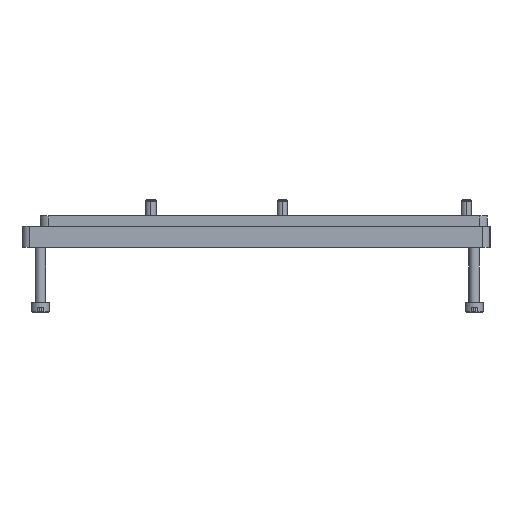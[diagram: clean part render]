
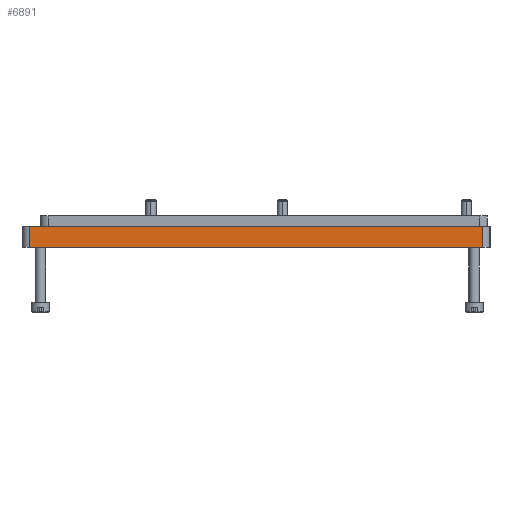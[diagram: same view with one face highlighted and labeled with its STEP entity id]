
A CAD part, left-side view. The second image highlights one B-rep face of the part: STEP entity #6891.
In plain terms, the highlighted planar face has unit normal (-1, 0, 0).
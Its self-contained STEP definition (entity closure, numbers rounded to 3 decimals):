
#430 = CARTESIAN_POINT ( 'NONE',  ( -227.25, 37.7, 8. ) ) ;
#1408 = CARTESIAN_POINT ( 'NONE',  ( -227.25, 37.7, 0. ) ) ;
#1934 = EDGE_CURVE ( 'NONE', #5523, #6132, #6743, .T. ) ;
#2182 = VERTEX_POINT ( 'NONE', #4756 ) ;
#2406 = VECTOR ( 'NONE', #6912, 1000. ) ;
#2435 = CARTESIAN_POINT ( 'NONE',  ( -227.25, -134.3, 0. ) ) ;
#2464 = EDGE_CURVE ( 'NONE', #2182, #5523, #6386, .T. ) ;
#2624 = VECTOR ( 'NONE', #2647, 1000. ) ;
#2647 = DIRECTION ( 'NONE',  ( 0., -1., 0. ) ) ;
#2911 = DIRECTION ( 'NONE',  ( 0., 0., -1. ) ) ;
#3520 = VECTOR ( 'NONE', #5277, 1000. ) ;
#3573 = ORIENTED_EDGE ( 'NONE', *, *, #1934, .T. ) ;
#3930 = ORIENTED_EDGE ( 'NONE', *, *, #4010, .F. ) ;
#4001 = CARTESIAN_POINT ( 'NONE',  ( -227.25, -134.3, 8. ) ) ;
#4010 = EDGE_CURVE ( 'NONE', #2182, #4345, #5090, .T. ) ;
#4299 = DIRECTION ( 'NONE',  ( 0., 0., -1. ) ) ;
#4345 = VERTEX_POINT ( 'NONE', #6033 ) ;
#4538 = FACE_OUTER_BOUND ( 'NONE', #5115, .T. ) ;
#4756 = CARTESIAN_POINT ( 'NONE',  ( -227.25, 37.7, 8. ) ) ;
#5090 = LINE ( 'NONE', #4001, #2406 ) ;
#5115 = EDGE_LOOP ( 'NONE', ( #3573, #5767, #3930, #6646 ) ) ;
#5226 = PLANE ( 'NONE',  #6107 ) ;
#5277 = DIRECTION ( 'NONE',  ( 0., 0., -1. ) ) ;
#5523 = VERTEX_POINT ( 'NONE', #1408 ) ;
#5611 = LINE ( 'NONE', #6237, #7112 ) ;
#5767 = ORIENTED_EDGE ( 'NONE', *, *, #6658, .F. ) ;
#5856 = DIRECTION ( 'NONE',  ( 1., 0., 0. ) ) ;
#6033 = CARTESIAN_POINT ( 'NONE',  ( -227.25, -134.3, 8. ) ) ;
#6107 = AXIS2_PLACEMENT_3D ( 'NONE', #7634, #5856, #2911 ) ;
#6132 = VERTEX_POINT ( 'NONE', #2435 ) ;
#6237 = CARTESIAN_POINT ( 'NONE',  ( -227.25, -134.3, 8. ) ) ;
#6386 = LINE ( 'NONE', #430, #3520 ) ;
#6646 = ORIENTED_EDGE ( 'NONE', *, *, #2464, .T. ) ;
#6658 = EDGE_CURVE ( 'NONE', #4345, #6132, #5611, .T. ) ;
#6743 = LINE ( 'NONE', #6901, #2624 ) ;
#6891 = ADVANCED_FACE ( 'NONE', ( #4538 ), #5226, .F. ) ;
#6901 = CARTESIAN_POINT ( 'NONE',  ( -227.25, -134.3, 0. ) ) ;
#6912 = DIRECTION ( 'NONE',  ( 0., -1., 0. ) ) ;
#7112 = VECTOR ( 'NONE', #4299, 1000. ) ;
#7634 = CARTESIAN_POINT ( 'NONE',  ( -227.25, -134.3, 8. ) ) ;
